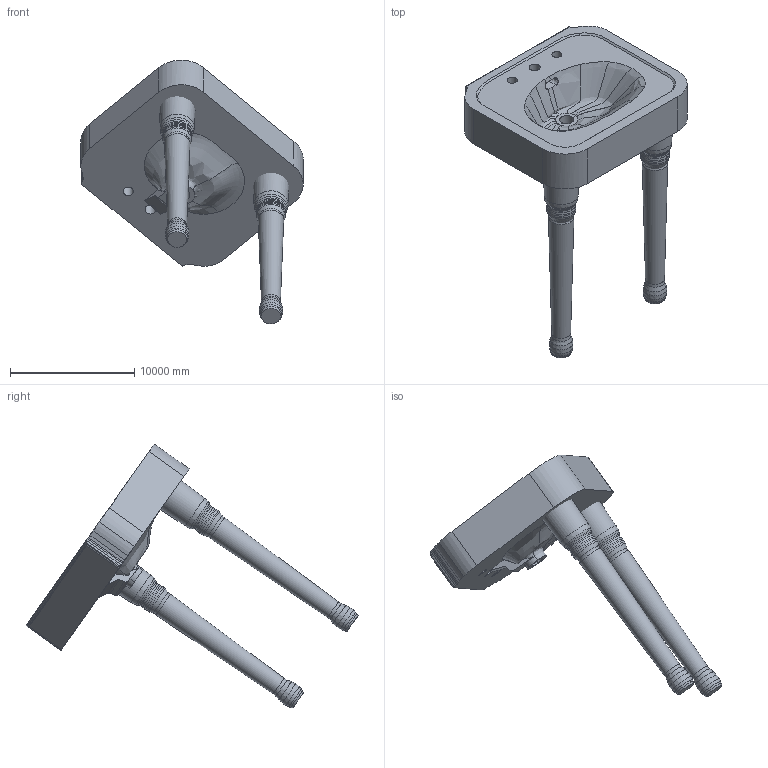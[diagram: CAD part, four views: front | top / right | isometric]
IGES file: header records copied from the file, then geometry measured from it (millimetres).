
Global section: file name: 80045; native system: AutoCAD 2016 - English; preprocessor: Autodesk Translation Framework DWG producer (atf_dwg_producer); organization: unknown; date: 20170210.102451; units: inch
Bounding box: 17884.25 x 26702.66 x 21206.73 mm (x, y, z)
Volume: 693895691962.3 mm3; surface area: 918346252.2 mm2
Topology: 3 solids, 3 shells, 141 faces, 419 edges, 288 vertices
Faces by surface type: bspline 141
